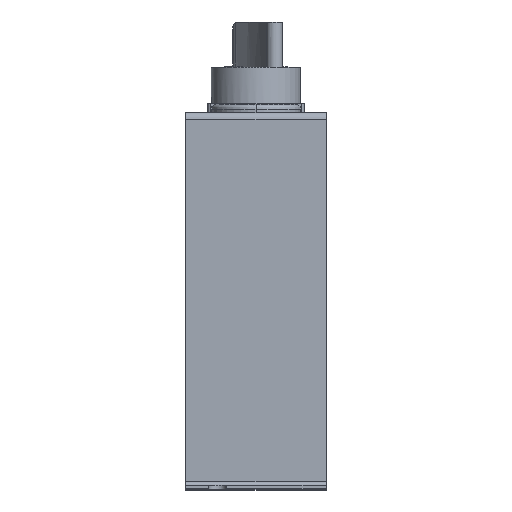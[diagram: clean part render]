
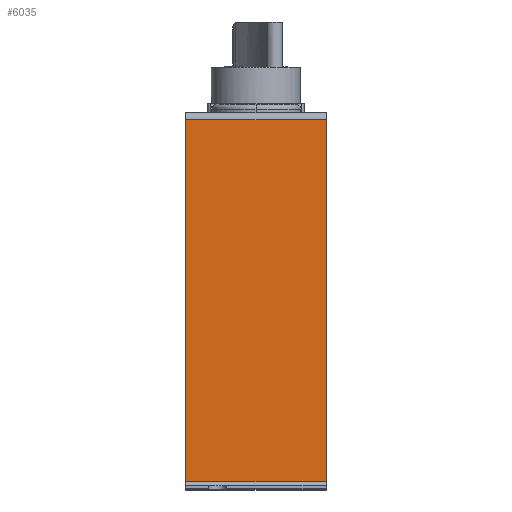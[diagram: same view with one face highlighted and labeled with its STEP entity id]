
A CAD part, top view. The second image highlights one B-rep face of the part: STEP entity #6035.
In plain terms, the highlighted planar face has unit normal (0, 0, 1).
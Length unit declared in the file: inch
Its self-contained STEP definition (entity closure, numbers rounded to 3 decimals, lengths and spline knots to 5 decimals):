
#1854 = LINE ( 'NONE', #8750, #21845 ) ;
#3707 = EDGE_CURVE ( 'NONE', #13737, #21753, #19184, .T. ) ;
#4031 = ORIENTED_EDGE ( 'NONE', *, *, #18462, .T. ) ;
#4573 = VECTOR ( 'NONE', #4906, 39.37008 ) ;
#4844 = CARTESIAN_POINT ( 'NONE',  ( -1.73228, 0., 2.95276 ) ) ;
#4906 = DIRECTION ( 'NONE',  ( 1., 0., 0. ) ) ;
#5131 = ORIENTED_EDGE ( 'NONE', *, *, #11626, .T. ) ;
#6035 = ADVANCED_FACE ( 'NONE', ( #8340 ), #6427, .T. ) ;
#6427 = PLANE ( 'NONE',  #15431 ) ;
#8340 = FACE_OUTER_BOUND ( 'NONE', #19268, .T. ) ;
#8750 = CARTESIAN_POINT ( 'NONE',  ( -1.73228, 0., 2.95276 ) ) ;
#9105 = VECTOR ( 'NONE', #15575, 39.37008 ) ;
#9346 = ORIENTED_EDGE ( 'NONE', *, *, #3707, .F. ) ;
#9566 = ORIENTED_EDGE ( 'NONE', *, *, #14918, .T. ) ;
#11626 = EDGE_CURVE ( 'NONE', #13737, #17983, #1854, .T. ) ;
#13148 = VERTEX_POINT ( 'NONE', #15506 ) ;
#13499 = LINE ( 'NONE', #20608, #4573 ) ;
#13658 = CARTESIAN_POINT ( 'NONE',  ( 0., -0.09055, 2.95276 ) ) ;
#13665 = CARTESIAN_POINT ( 'NONE',  ( -1.73228, -4.55906, 2.95276 ) ) ;
#13737 = VERTEX_POINT ( 'NONE', #20091 ) ;
#13953 = DIRECTION ( 'NONE',  ( 0., -1., 0. ) ) ;
#14347 = VECTOR ( 'NONE', #18180, 39.37008 ) ;
#14918 = EDGE_CURVE ( 'NONE', #17983, #13148, #13499, .T. ) ;
#15431 = AXIS2_PLACEMENT_3D ( 'NONE', #4844, #22242, #20547 ) ;
#15506 = CARTESIAN_POINT ( 'NONE',  ( 0., -4.55906, 2.95276 ) ) ;
#15575 = DIRECTION ( 'NONE',  ( 1., 0., 0. ) ) ;
#16274 = CARTESIAN_POINT ( 'NONE',  ( 0., 0., 2.95276 ) ) ;
#17717 = CARTESIAN_POINT ( 'NONE',  ( -1.73228, -0.09055, 2.95276 ) ) ;
#17983 = VERTEX_POINT ( 'NONE', #13665 ) ;
#18180 = DIRECTION ( 'NONE',  ( 0., 1., 0. ) ) ;
#18462 = EDGE_CURVE ( 'NONE', #13148, #21753, #21778, .T. ) ;
#19184 = LINE ( 'NONE', #17717, #9105 ) ;
#19268 = EDGE_LOOP ( 'NONE', ( #5131, #9566, #4031, #9346 ) ) ;
#20091 = CARTESIAN_POINT ( 'NONE',  ( -1.73228, -0.09055, 2.95276 ) ) ;
#20547 = DIRECTION ( 'NONE',  ( 0., -1., 0. ) ) ;
#20608 = CARTESIAN_POINT ( 'NONE',  ( -1.73228, -4.55906, 2.95276 ) ) ;
#21753 = VERTEX_POINT ( 'NONE', #13658 ) ;
#21778 = LINE ( 'NONE', #16274, #14347 ) ;
#21845 = VECTOR ( 'NONE', #13953, 39.37008 ) ;
#22242 = DIRECTION ( 'NONE',  ( 0., 0., 1. ) ) ;
